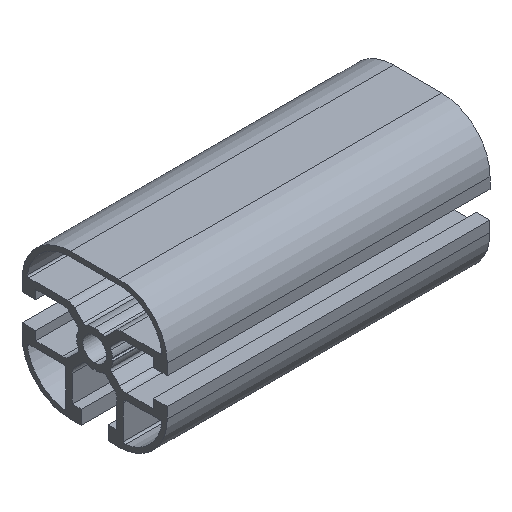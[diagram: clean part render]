
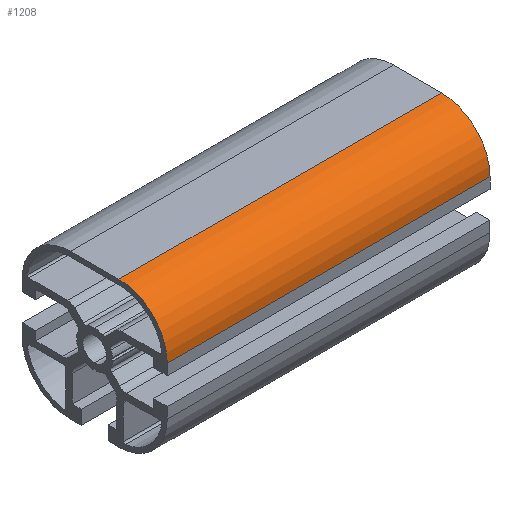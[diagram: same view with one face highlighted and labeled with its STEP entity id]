
A CAD part, isometric view. The second image highlights one B-rep face of the part: STEP entity #1208.
In plain terms, the highlighted cylindrical face has radius 15 mm (diameter 30 mm), a partial arc.
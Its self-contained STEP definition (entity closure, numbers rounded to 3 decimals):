
#5 = VERTEX_POINT ( 'NONE', #1139 ) ;
#448 = CARTESIAN_POINT ( 'NONE',  ( 59.184, 32.398, 7.5 ) ) ;
#500 = VECTOR ( 'NONE', #3077, 1000. ) ;
#520 = CARTESIAN_POINT ( 'NONE',  ( 59.184, 32.398, 7.5 ) ) ;
#532 = CARTESIAN_POINT ( 'NONE',  ( 59.184, 47.398, 7.5 ) ) ;
#608 = CIRCLE ( 'NONE', #1100, 15. ) ;
#668 = DIRECTION ( 'NONE',  ( 0., 0., 1. ) ) ;
#680 = VERTEX_POINT ( 'NONE', #2063 ) ;
#691 = EDGE_CURVE ( 'NONE', #716, #680, #1217, .T. ) ;
#702 = ORIENTED_EDGE ( 'NONE', *, *, #3028, .T. ) ;
#716 = VERTEX_POINT ( 'NONE', #959 ) ;
#839 = DIRECTION ( 'NONE',  ( -1., 0., 0. ) ) ;
#959 = CARTESIAN_POINT ( 'NONE',  ( 59.184, 47.398, 22.5 ) ) ;
#1031 = VECTOR ( 'NONE', #2048, 1000. ) ;
#1100 = AXIS2_PLACEMENT_3D ( 'NONE', #1388, #2445, #1966 ) ;
#1139 = CARTESIAN_POINT ( 'NONE',  ( -40.816, 32.398, 7.5 ) ) ;
#1208 = ADVANCED_FACE ( 'NONE', ( #1477 ), #2023, .T. ) ;
#1217 = LINE ( 'NONE', #1775, #500 ) ;
#1388 = CARTESIAN_POINT ( 'NONE',  ( -40.816, 47.398, 7.5 ) ) ;
#1477 = FACE_OUTER_BOUND ( 'NONE', #2403, .T. ) ;
#1715 = DIRECTION ( 'NONE',  ( 0., 0., -1. ) ) ;
#1774 = EDGE_CURVE ( 'NONE', #2614, #5, #1971, .T. ) ;
#1775 = CARTESIAN_POINT ( 'NONE',  ( 59.184, 47.398, 22.5 ) ) ;
#1966 = DIRECTION ( 'NONE',  ( 0., 0., -1. ) ) ;
#1971 = LINE ( 'NONE', #448, #1031 ) ;
#2023 = CYLINDRICAL_SURFACE ( 'NONE', #3367, 15. ) ;
#2048 = DIRECTION ( 'NONE',  ( -1., 0., 0. ) ) ;
#2063 = CARTESIAN_POINT ( 'NONE',  ( -40.816, 47.398, 22.5 ) ) ;
#2193 = CARTESIAN_POINT ( 'NONE',  ( 59.184, 47.398, 7.5 ) ) ;
#2316 = EDGE_CURVE ( 'NONE', #716, #2614, #2336, .T. ) ;
#2336 = CIRCLE ( 'NONE', #3400, 15. ) ;
#2403 = EDGE_LOOP ( 'NONE', ( #702, #2616, #2829, #2661 ) ) ;
#2445 = DIRECTION ( 'NONE',  ( 1., 0., 0. ) ) ;
#2614 = VERTEX_POINT ( 'NONE', #520 ) ;
#2616 = ORIENTED_EDGE ( 'NONE', *, *, #1774, .F. ) ;
#2661 = ORIENTED_EDGE ( 'NONE', *, *, #691, .T. ) ;
#2754 = DIRECTION ( 'NONE',  ( 1., 0., 0. ) ) ;
#2829 = ORIENTED_EDGE ( 'NONE', *, *, #2316, .F. ) ;
#3028 = EDGE_CURVE ( 'NONE', #680, #5, #608, .T. ) ;
#3077 = DIRECTION ( 'NONE',  ( -1., 0., 0. ) ) ;
#3367 = AXIS2_PLACEMENT_3D ( 'NONE', #2193, #839, #668 ) ;
#3400 = AXIS2_PLACEMENT_3D ( 'NONE', #532, #2754, #1715 ) ;
